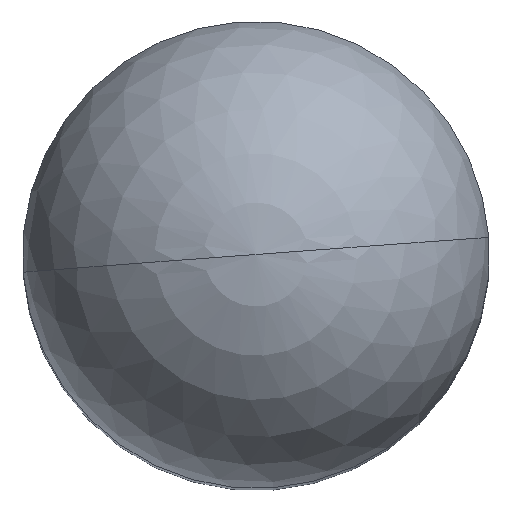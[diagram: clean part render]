
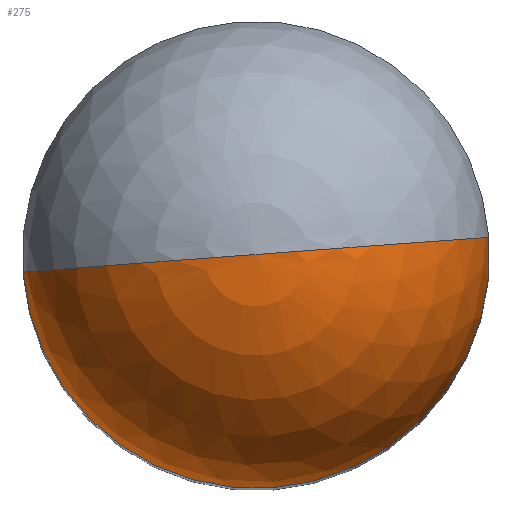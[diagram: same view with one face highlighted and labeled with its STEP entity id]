
A CAD part, top view. The second image highlights one B-rep face of the part: STEP entity #275.
In plain terms, the highlighted spherical face has radius 8.5 mm.
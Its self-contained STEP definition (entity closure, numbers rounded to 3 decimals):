
#209=CARTESIAN_POINT('',(-4.193,-2.246,55.0));
#210=VERTEX_POINT('',#209);
#226=CARTESIAN_POINT('',(12.76,-0.982,55.0));
#227=VERTEX_POINT('',#226);
#234=CARTESIAN_POINT('',(4.283,-1.614,55.0));
#235=DIRECTION('',(0.0,0.0,1.));
#236=DIRECTION('',(-0.997,-0.074,0.0));
#237=AXIS2_PLACEMENT_3D('',#234,#235,#236);
#238=CIRCLE('',#237,8.5);
#239=EDGE_CURVE('',#210,#227,#238,.T.);
#249=CARTESIAN_POINT('',(4.283,-1.614,55.0));
#250=DIRECTION('',(0.074,-0.997,0.0));
#251=DIRECTION('',(0.0,0.0,1.0));
#252=AXIS2_PLACEMENT_3D('',#249,#250,#251);
#253=CIRCLE('',#252,8.5);
#254=EDGE_CURVE('',#227,#210,#253,.T.);
#266=CARTESIAN_POINT('',(4.283,-1.614,55.0));
#267=DIRECTION('',(0.0,0.0,1.0));
#268=DIRECTION('',(0.997,0.074,0.0));
#269=AXIS2_PLACEMENT_3D('',#266,#267,#268);
#270=SPHERICAL_SURFACE('',#269,8.5);
#271=ORIENTED_EDGE('',*,*,#254,.T.);
#272=ORIENTED_EDGE('',*,*,#239,.T.);
#273=EDGE_LOOP('',(#271,#272));
#274=FACE_OUTER_BOUND('',#273,.T.);
#275=ADVANCED_FACE('',(#274),#270,.T.);
